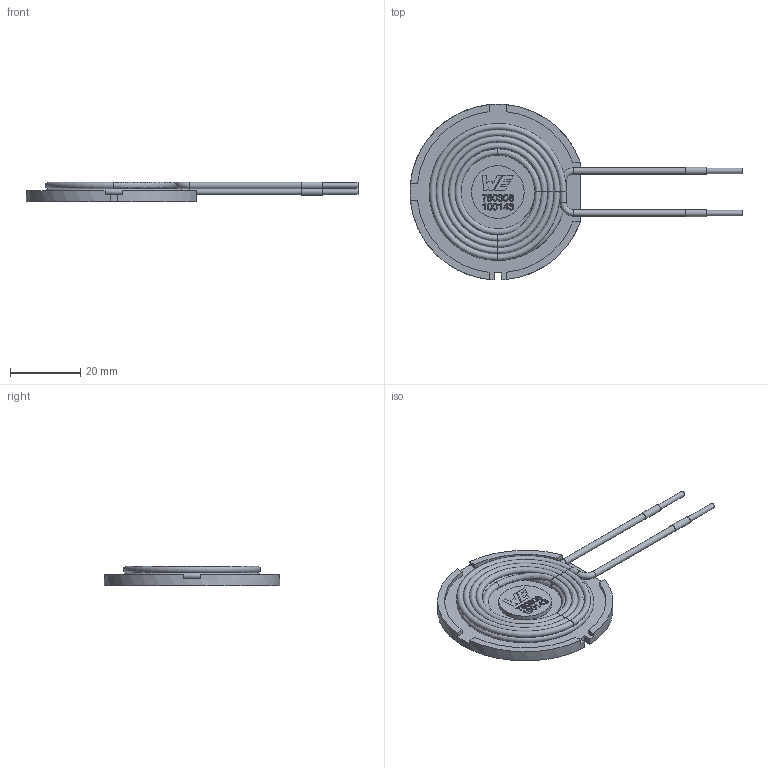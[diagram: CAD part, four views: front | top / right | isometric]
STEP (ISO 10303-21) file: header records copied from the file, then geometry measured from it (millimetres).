
FILE_DESCRIPTION( ( 'Unknown' ), '1' );
FILE_NAME( '760308100143.stp', 'Unknown', ( 'Unknown' ), ( 'Unknown' ), 'PSStep 17.0.49', 'Unknown', ' ' );
FILE_SCHEMA( ( 'AUTOMOTIVE_DESIGN { 1 0 10303 214 1 1 1 1 }' ) );
Length unit declared in the file: millimetre
Products named in the file (3): Assem1; Base; Coil
Assembly tree (2 placements, depth 2):
  Assem1
    Base
    Coil
Bounding box: 94.49 x 49.98 x 5.69 mm (x, y, z)
Volume: 6811.3 mm3; surface area: 9995 mm2
Topology: 2 solids, 2 shells, 172 faces, 404 edges, 262 vertices
Faces by surface type: plane 108, extrusion 29, cylinder 15, torus 11, bspline 9
Full cylindrical faces by diameter (mm): 1.5 x2, 1.79 x4, 1.99 x2, 15 x1
Entity records: 8953 total; most frequent: CARTESIAN_POINT 3993, ORIENTED_EDGE 718, DIRECTION 584, EDGE_CURVE 359, VERTEX_POINT 262, EDGE_LOOP 241, FACE_OUTER_BOUND 212, VECTOR 204
